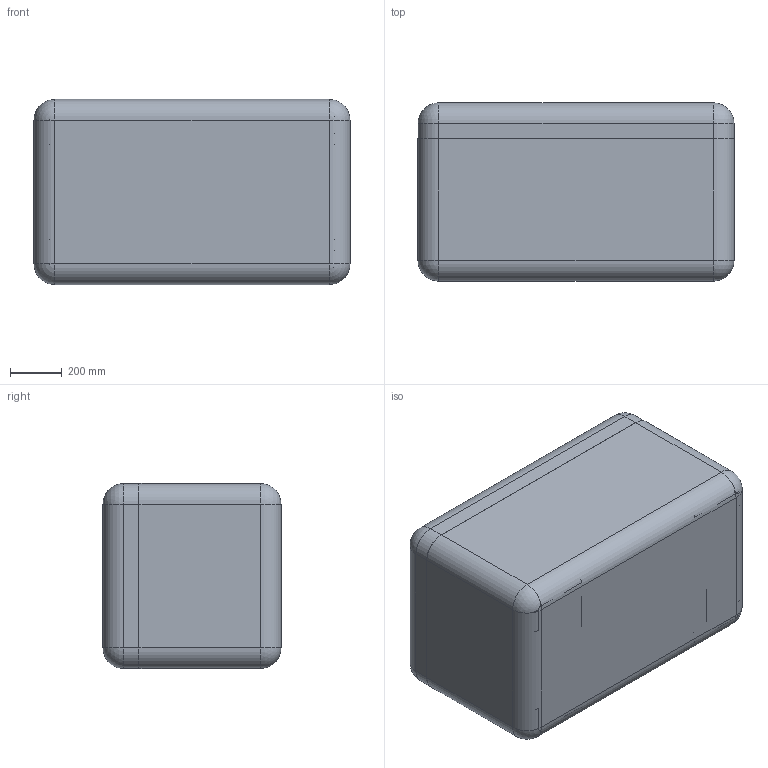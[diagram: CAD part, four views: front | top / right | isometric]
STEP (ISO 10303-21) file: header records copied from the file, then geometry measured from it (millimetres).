
FILE_DESCRIPTION (( 'STEP AP214' ), '1' );
FILE_NAME ('Ñáîðêà_Ê-7150(óïð).STEP', '2024-02-19T09:20:59', ( '' ), ( '' ), 'SwSTEP 2.0', 'SolidWorks 2021', '' );
FILE_SCHEMA (( 'AUTOMOTIVE_DESIGN' ));
Length unit declared in the file: millimetre
Products named in the file (1): Ñáîðêà_Ê-7150(óïð)
Bounding box: 1226.63 x 690.88 x 718.63 mm (x, y, z)
Volume: 147643018 mm3; surface area: 10398640.4 mm2
Topology: 2 solids, 2 shells, 2215 faces, 5592 edges, 3333 vertices
Faces by surface type: cylinder 826, bspline 613, plane 611, torus 105, cone 32, sphere 28
Entity records: 91805 total; most frequent: CARTESIAN_POINT 45307, ORIENTED_EDGE 11116, DIRECTION 8305, EDGE_CURVE 5558, VERTEX_POINT 3333, AXIS2_PLACEMENT_3D 2933, VECTOR 2439, LINE 2439
